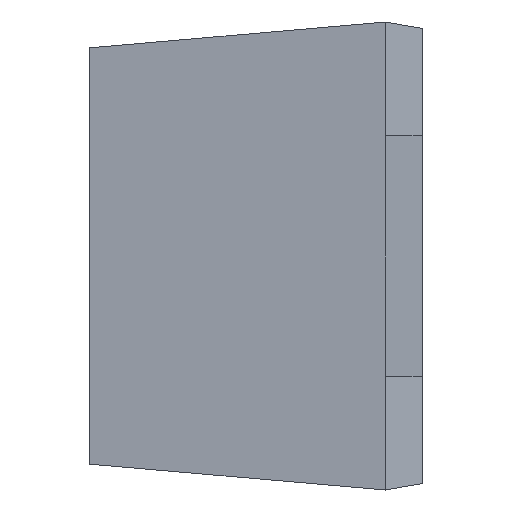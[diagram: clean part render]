
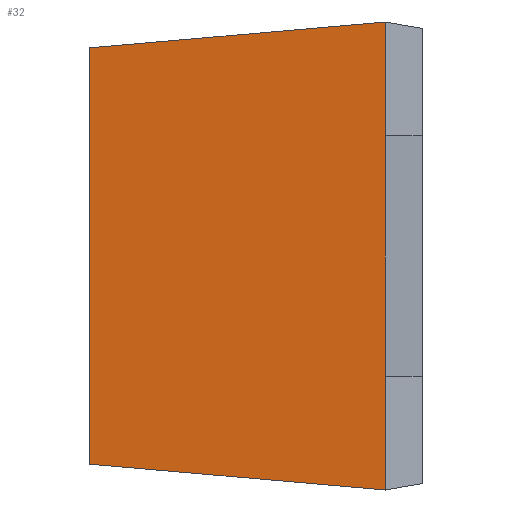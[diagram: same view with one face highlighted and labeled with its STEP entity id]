
A CAD part, left-side view. The second image highlights one B-rep face of the part: STEP entity #32.
In plain terms, the highlighted planar face has unit normal (-0.996, 0.087, 0).
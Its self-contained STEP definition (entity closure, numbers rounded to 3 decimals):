
#14 = VECTOR ( 'NONE', #483, 1000. ) ;
#18 = EDGE_CURVE ( 'NONE', #51, #807, #535, .T. ) ;
#19 = CARTESIAN_POINT ( 'NONE',  ( -1.404, 0.396, 0.929 ) ) ;
#32 = ADVANCED_FACE ( 'NONE', ( #1074 ), #377, .T. ) ;
#51 = VERTEX_POINT ( 'NONE', #978 ) ;
#52 = VECTOR ( 'NONE', #809, 1000. ) ;
#61 = EDGE_CURVE ( 'NONE', #863, #277, #1156, .T. ) ;
#81 = LINE ( 'NONE', #1167, #164 ) ;
#85 = CARTESIAN_POINT ( 'NONE',  ( -1.425, 0.15, -0.487 ) ) ;
#110 = DIRECTION ( 'NONE',  ( -0.996, 0.087, 0. ) ) ;
#144 = CARTESIAN_POINT ( 'NONE',  ( -1.411, 0.314, -0.936 ) ) ;
#158 = CARTESIAN_POINT ( 'NONE',  ( -1.425, 0.15, 0.95 ) ) ;
#160 = DIRECTION ( 'NONE',  ( 0., 0., 1. ) ) ;
#164 = VECTOR ( 'NONE', #798, 1000. ) ;
#276 = CARTESIAN_POINT ( 'NONE',  ( -1.425, 0.15, 0.95 ) ) ;
#277 = VERTEX_POINT ( 'NONE', #85 ) ;
#281 = LINE ( 'NONE', #276, #435 ) ;
#318 = EDGE_CURVE ( 'NONE', #1210, #51, #660, .T. ) ;
#332 = EDGE_LOOP ( 'NONE', ( #539, #716, #582, #1029, #558, #438 ) ) ;
#377 = PLANE ( 'NONE',  #769 ) ;
#426 = EDGE_CURVE ( 'NONE', #277, #689, #281, .T. ) ;
#435 = VECTOR ( 'NONE', #1041, 1000. ) ;
#438 = ORIENTED_EDGE ( 'NONE', *, *, #18, .F. ) ;
#451 = CARTESIAN_POINT ( 'NONE',  ( -1.32, 1.35, 0.95 ) ) ;
#483 = DIRECTION ( 'NONE',  ( -0.087, -0.992, 0.087 ) ) ;
#488 = CARTESIAN_POINT ( 'NONE',  ( -1.425, 0.15, 0.95 ) ) ;
#535 = LINE ( 'NONE', #19, #14 ) ;
#539 = ORIENTED_EDGE ( 'NONE', *, *, #318, .F. ) ;
#558 = ORIENTED_EDGE ( 'NONE', *, *, #642, .T. ) ;
#570 = DIRECTION ( 'NONE',  ( -0.087, -0.996, 0. ) ) ;
#582 = ORIENTED_EDGE ( 'NONE', *, *, #61, .T. ) ;
#607 = CARTESIAN_POINT ( 'NONE',  ( -1.32, 1.35, -0.845 ) ) ;
#610 = VECTOR ( 'NONE', #160, 1000. ) ;
#642 = EDGE_CURVE ( 'NONE', #689, #807, #81, .T. ) ;
#655 = CARTESIAN_POINT ( 'NONE',  ( -1.425, 0.15, -0.95 ) ) ;
#660 = LINE ( 'NONE', #451, #610 ) ;
#687 = EDGE_CURVE ( 'NONE', #1210, #863, #965, .T. ) ;
#689 = VERTEX_POINT ( 'NONE', #1088 ) ;
#716 = ORIENTED_EDGE ( 'NONE', *, *, #687, .T. ) ;
#769 = AXIS2_PLACEMENT_3D ( 'NONE', #771, #110, #570 ) ;
#771 = CARTESIAN_POINT ( 'NONE',  ( -1.425, 0.15, 0.95 ) ) ;
#798 = DIRECTION ( 'NONE',  ( 0., 0., 1. ) ) ;
#807 = VERTEX_POINT ( 'NONE', #158 ) ;
#809 = DIRECTION ( 'NONE',  ( -0.087, -0.992, -0.087 ) ) ;
#863 = VERTEX_POINT ( 'NONE', #655 ) ;
#881 = DIRECTION ( 'NONE',  ( 0., 0., 1. ) ) ;
#965 = LINE ( 'NONE', #144, #52 ) ;
#969 = VECTOR ( 'NONE', #881, 1000. ) ;
#978 = CARTESIAN_POINT ( 'NONE',  ( -1.32, 1.35, 0.845 ) ) ;
#1029 = ORIENTED_EDGE ( 'NONE', *, *, #426, .T. ) ;
#1041 = DIRECTION ( 'NONE',  ( 0., 0., 1. ) ) ;
#1074 = FACE_OUTER_BOUND ( 'NONE', #332, .T. ) ;
#1088 = CARTESIAN_POINT ( 'NONE',  ( -1.425, 0.15, 0.488 ) ) ;
#1156 = LINE ( 'NONE', #488, #969 ) ;
#1167 = CARTESIAN_POINT ( 'NONE',  ( -1.425, 0.15, 0.95 ) ) ;
#1210 = VERTEX_POINT ( 'NONE', #607 ) ;
